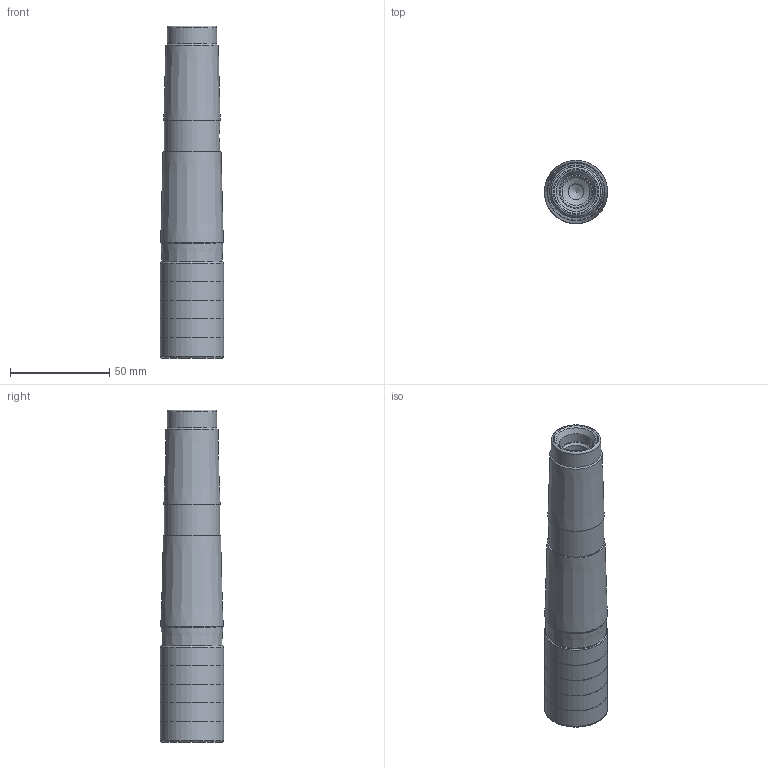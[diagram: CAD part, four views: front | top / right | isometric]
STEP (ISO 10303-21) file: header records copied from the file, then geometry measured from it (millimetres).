
FILE_DESCRIPTION(/* description */ (''),/* implementation_level */ '2;1');
FILE_NAME(/* name */ '202747056ndi000_00.stp',/* time_stamp */ '2019-12-10T07:08:42+01:00',/* author */ (''),/* organization */ (''),/* preprocessor_version */ 'ST-DEVELOPER v16.7',/* originating_system */ 'SIEMENS PLM Software NX 12.0',/* authorisation */ '');
FILE_SCHEMA (('AUTOMOTIVE_DESIGN { 1 0 10303 214 3 1 1 1 }'));
Length unit declared in the file: millimetre
Products named in the file (1): mp541B50B8C9a9cj
Bounding box: 31.96 x 31.96 x 167.5 mm (x, y, z)
Volume: 123262.8 mm3; surface area: 29924.1 mm2
Topology: 2 solids, 2 shells, 71 faces, 151 edges, 83 vertices
Faces by surface type: revolution 35, cone 16, cylinder 7, torus 7, plane 5, bspline 1
Full cylindrical faces by diameter (mm): 6.8 x1, 8 x1, 14 x1, 17 x1, 25 x1, 28 x1, 30.279 x1
Entity records: 2015 total; most frequent: CARTESIAN_POINT 770, DIRECTION 241, FACE_BOUND 144, EDGE_LOOP 142, ORIENTED_EDGE 142, AXIS2_PLACEMENT_3D 103, VERTEX_POINT 73, ADVANCED_FACE 71
